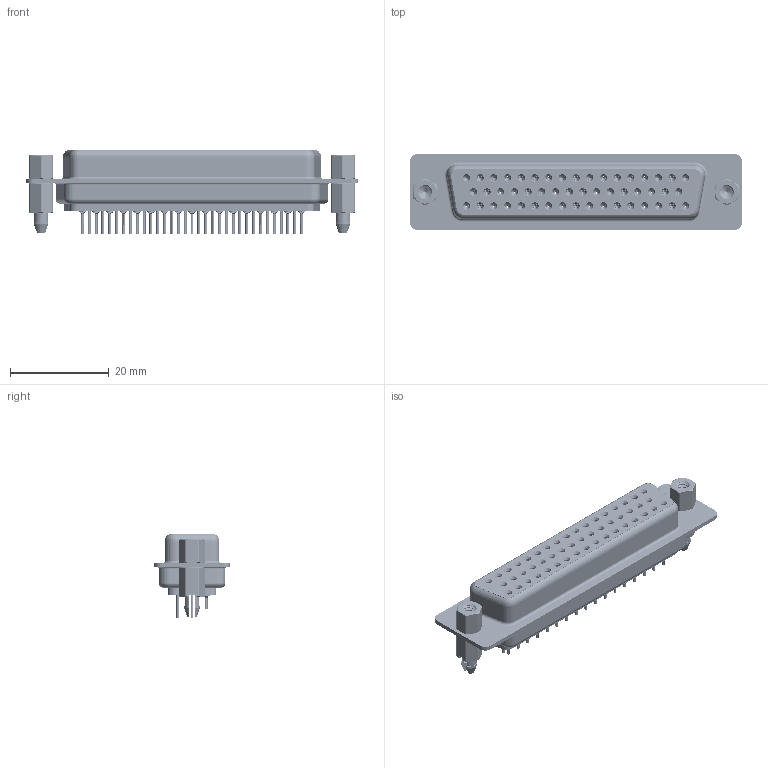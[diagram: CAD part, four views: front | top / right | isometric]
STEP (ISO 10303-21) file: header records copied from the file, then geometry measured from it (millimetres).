
FILE_DESCRIPTION (( 'STEP AP203' ), '1' );
FILE_NAME ('MHDD-50FNS-H1.STEP', '2025-11-12T18:32:39', ( '' ), ( '' ), 'SwSTEP 2.0', 'SolidWorks 2023', '' );
FILE_SCHEMA (( 'CONFIG_CONTROL_DESIGN' ));
Length unit declared in the file: millimetre
Products named in the file (9): MHDD 4-40 Hex Standoff; MHDD Shell Rear_50 Contacts; MHDD Contact Row 3_20L; MHDD 4-40 Threaded Boardlock_LP; MHDD Contact Row 1_20L; MHDD Housing_50 LP; MHDD Contact Row 2_20L; MHDD-50FNS-H1; MHDD Shell Front_50 Contacts
Assembly tree (57 placements, depth 2):
  MHDD-50FNS-H1
    MHDD Housing_50 LP
    MHDD Shell Front_50 Contacts
    MHDD Shell Rear_50 Contacts
    MHDD Contact Row 1_20L  x17
    MHDD Contact Row 2_20L  x16
    MHDD Contact Row 3_20L  x17
    MHDD 4-40 Hex Standoff  x2
    MHDD 4-40 Threaded Boardlock_LP  x2
Bounding box: 67.1 x 15.3 x 17.04 mm (x, y, z)
Volume: 6968.7 mm3; surface area: 15800.8 mm2
Topology: 57 solids, 57 shells, 6827 faces, 17457 edges, 10853 vertices
Faces by surface type: cylinder 1891, plane 1671, torus 1363, bspline 1018, cone 884
Entity records: 48149 total; most frequent: CARTESIAN_POINT 14640, DIRECTION 6854, ORIENTED_EDGE 6322, EDGE_CURVE 3161, AXIS2_PLACEMENT_3D 2875, VERTEX_POINT 2006, EDGE_LOOP 1605, CIRCLE 1553
